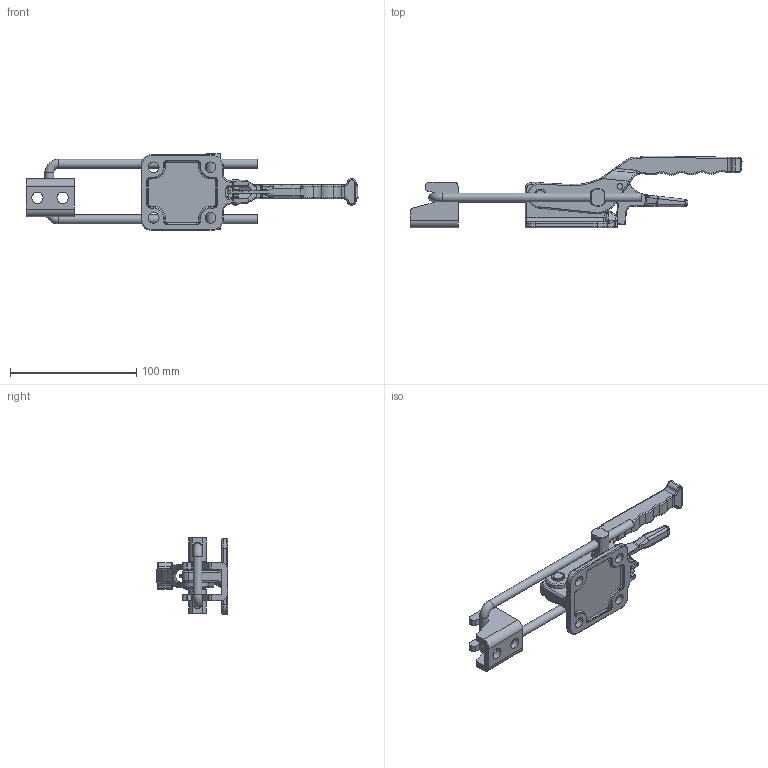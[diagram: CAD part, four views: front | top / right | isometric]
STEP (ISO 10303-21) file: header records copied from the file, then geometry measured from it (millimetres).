
FILE_DESCRIPTION(/* description */ (''),/* implementation_level */ '2;1');
FILE_NAME(/* name */ 'C-070-42FSK.stp',/* time_stamp */ '2024-02-21T15:33:03+09:00',/* author */ ('user'),/* organization */ (''),/* preprocessor_version */ 'ST-DEVELOPER v15.6',/* originating_system */ 'Autodesk Inventor 2015',/* authorisation */ '');
FILE_SCHEMA (('AUTOMOTIVE_DESIGN { 1 0 10303 214 3 1 1 }'));
Length unit declared in the file: millimetre
Products named in the file (9): 밑판; 락; 손잡이; PIN; PIN1; PIN2; 고리; 브라켓; C-070-42FSK
Bounding box: 262.7 x 56.87 x 60.91 mm (x, y, z)
Volume: 94004.1 mm3; surface area: 48003.9 mm2
Topology: 8 solids, 8 shells, 704 faces, 1669 edges, 969 vertices
Faces by surface type: cylinder 285, bspline 143, torus 136, plane 122, sphere 17, cone 1
Full cylindrical faces by diameter (mm): 3 x1, 3.1 x2, 4.5 x2, 4.56 x1, 7 x3, 8 x3, 8.1 x3, 8.5 x4, 9 x2, 10.2 x1, 11.9 x2, 13.9 x3, 14.153 x2
Entity records: 31123 total; most frequent: CARTESIAN_POINT 15594, DIRECTION 3214, ORIENTED_EDGE 3186, EDGE_CURVE 1593, AXIS2_PLACEMENT_3D 1342, VERTEX_POINT 956, EDGE_LOOP 785, CIRCLE 730
